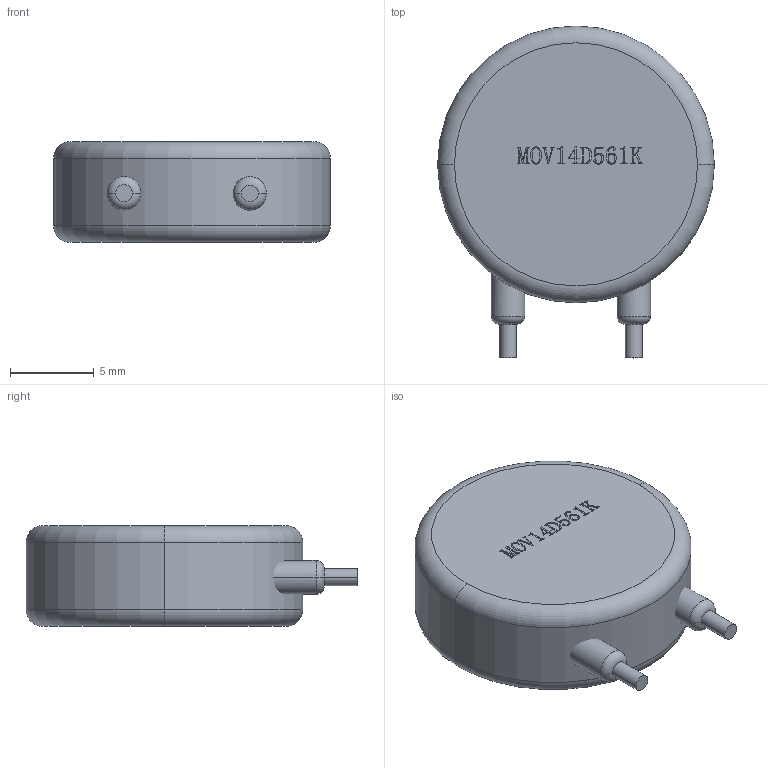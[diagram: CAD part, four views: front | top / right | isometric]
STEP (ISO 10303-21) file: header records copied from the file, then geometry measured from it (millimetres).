
FILE_DESCRIPTION (( 'STEP AP214' ), '1' );
FILE_NAME ('×°ÅäÌå3.STEP', '2014-02-13T08:52:32', ( 'BT_YANFB_XUJUNRAN' ), ( '' ), 'SwSTEP 2.0', 'SolidWorks 2010', '' );
FILE_SCHEMA (( 'AUTOMOTIVE_DESIGN' ));
Length unit declared in the file: millimetre
Products named in the file (4): 錨璃1; 蚾饜极3; 錨璃2 - 萵掛; 錨璃2
Assembly tree (3 placements, depth 2):
  蚾饜极3
    錨璃2
    錨璃1
    錨璃2 - 萵掛
Bounding box: 16.5 x 19.79 x 6.02 mm (x, y, z)
Volume: 1281.7 mm3; surface area: 755.8 mm2
Topology: 3 solids, 3 shells, 411 faces, 1118 edges, 740 vertices
Faces by surface type: plane 257, bspline 132, cylinder 10, torus 8, sphere 4
Entity records: 27589 total; most frequent: CARTESIAN_POINT 13427, ORIENTED_EDGE 2236, DIRECTION 1450, EDGE_CURVE 1118, LINE 820, VECTOR 820, VERTEX_POINT 740, EDGE_LOOP 438
